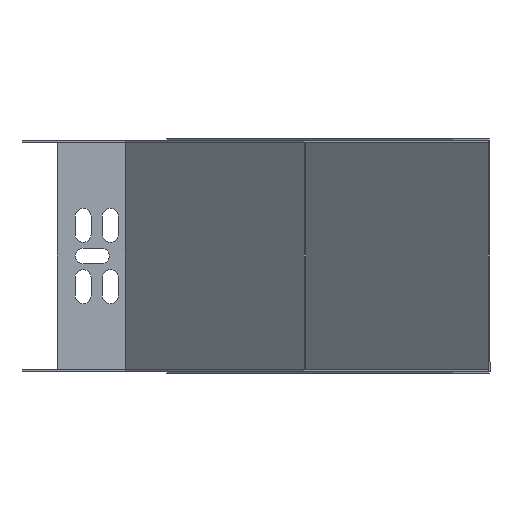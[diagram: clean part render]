
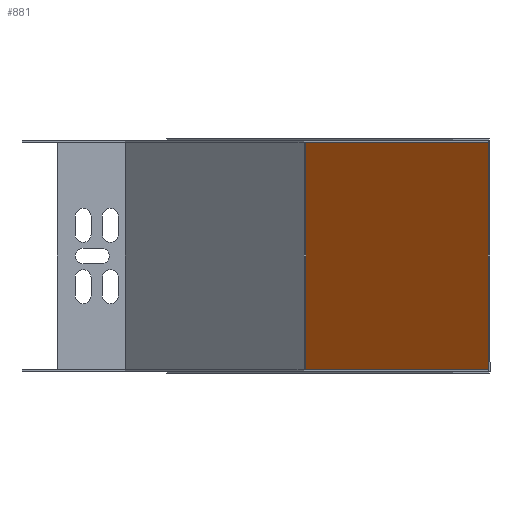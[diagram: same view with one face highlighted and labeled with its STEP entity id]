
A CAD part, front view. The second image highlights one B-rep face of the part: STEP entity #881.
In plain terms, the highlighted planar face has unit normal (-0.707, -0.707, 0).
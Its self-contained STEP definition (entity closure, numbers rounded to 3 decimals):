
#23 = LINE ( 'NONE', #119, #5827 ) ;
#119 = CARTESIAN_POINT ( 'NONE',  ( 109.12, -45.038, 70.029 ) ) ;
#288 = EDGE_CURVE ( 'NONE', #886, #7122, #2671, .T. ) ;
#480 = EDGE_CURVE ( 'NONE', #7067, #7122, #5540, .T. ) ;
#809 = ORIENTED_EDGE ( 'NONE', *, *, #480, .F. ) ;
#881 = ADVANCED_FACE ( 'NONE', ( #1608 ), #2250, .T. ) ;
#886 = VERTEX_POINT ( 'NONE', #2240 ) ;
#1013 = ORIENTED_EDGE ( 'NONE', *, *, #2403, .F. ) ;
#1068 = CARTESIAN_POINT ( 'NONE',  ( 109.12, -45.038, 171.629 ) ) ;
#1142 = LINE ( 'NONE', #6789, #2479 ) ;
#1153 = EDGE_LOOP ( 'NONE', ( #809, #6229, #1013, #6826 ) ) ;
#1164 = VECTOR ( 'NONE', #4288, 1000. ) ;
#1231 = VERTEX_POINT ( 'NONE', #1068 ) ;
#1608 = FACE_OUTER_BOUND ( 'NONE', #1153, .T. ) ;
#1846 = DIRECTION ( 'NONE',  ( 0.707, -0.707, 0. ) ) ;
#2225 = DIRECTION ( 'NONE',  ( 0.707, -0.707, 0. ) ) ;
#2233 = DIRECTION ( 'NONE',  ( -0.707, -0.707, 0. ) ) ;
#2240 = CARTESIAN_POINT ( 'NONE',  ( -16.745, 80.827, 171.629 ) ) ;
#2248 = CARTESIAN_POINT ( 'NONE',  ( 109.12, -45.038, 70.029 ) ) ;
#2250 = PLANE ( 'NONE',  #6997 ) ;
#2403 = EDGE_CURVE ( 'NONE', #886, #1231, #1142, .T. ) ;
#2434 = DIRECTION ( 'NONE',  ( 0., 0., 1. ) ) ;
#2479 = VECTOR ( 'NONE', #1846, 1000. ) ;
#2671 = LINE ( 'NONE', #4378, #1164 ) ;
#3122 = CARTESIAN_POINT ( 'NONE',  ( 109.12, -45.038, 70.029 ) ) ;
#3715 = DIRECTION ( 'NONE',  ( -0.707, 0.707, 0. ) ) ;
#3745 = CARTESIAN_POINT ( 'NONE',  ( -16.745, 80.827, 70.029 ) ) ;
#3782 = CARTESIAN_POINT ( 'NONE',  ( 109.12, -45.038, 70.029 ) ) ;
#4022 = EDGE_CURVE ( 'NONE', #7067, #1231, #23, .T. ) ;
#4102 = VECTOR ( 'NONE', #3715, 1000. ) ;
#4288 = DIRECTION ( 'NONE',  ( 0., 0., -1. ) ) ;
#4378 = CARTESIAN_POINT ( 'NONE',  ( -16.745, 80.827, 70.029 ) ) ;
#5540 = LINE ( 'NONE', #3782, #4102 ) ;
#5827 = VECTOR ( 'NONE', #2434, 1000. ) ;
#6229 = ORIENTED_EDGE ( 'NONE', *, *, #4022, .T. ) ;
#6789 = CARTESIAN_POINT ( 'NONE',  ( -16.745, 80.827, 171.629 ) ) ;
#6826 = ORIENTED_EDGE ( 'NONE', *, *, #288, .T. ) ;
#6997 = AXIS2_PLACEMENT_3D ( 'NONE', #2248, #2233, #2225 ) ;
#7067 = VERTEX_POINT ( 'NONE', #3122 ) ;
#7122 = VERTEX_POINT ( 'NONE', #3745 ) ;
